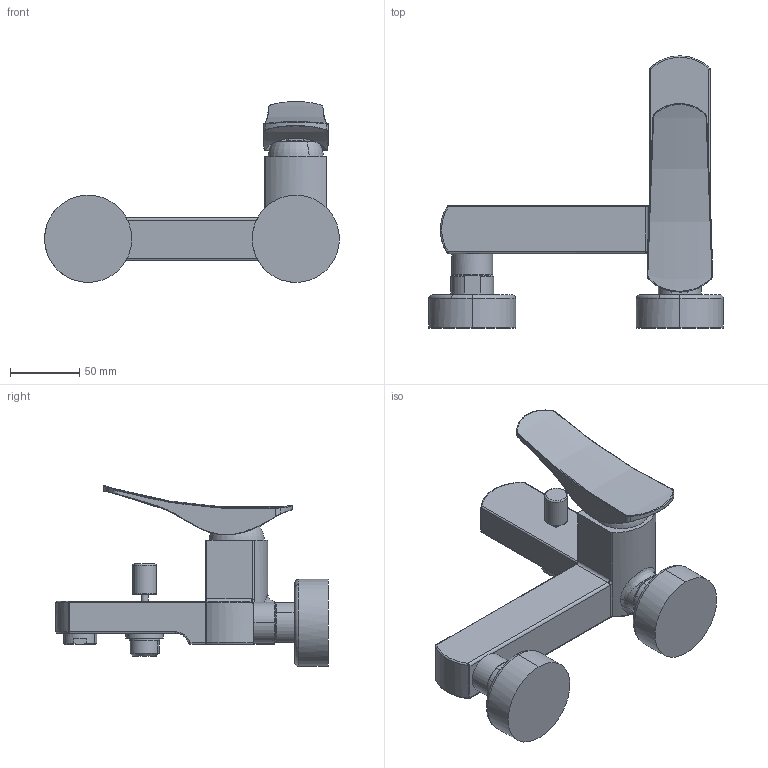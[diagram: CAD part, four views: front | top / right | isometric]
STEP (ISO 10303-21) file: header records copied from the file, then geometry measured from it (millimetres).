
FILE_DESCRIPTION(('CATIA V5 STEP Exchange','CAx-IF Rec.Pracs.--- Model Styling and Organization---1.5--- 2016-08-15','CAx-IF Rec.Pracs.---Supplemental Geometry---1.0---2011-11-01','CAx-IF Rec.Pracs.--- Composite Materials ---3.4---2017-06-13','CAx-IF Rec.Pracs.---Tessellated 3D Geometry---1.0---2015-12-17'),'2;1');
FILE_NAME('RA000130.stp','2025-05-16T11:59:34+00:00',('none'),('none'),'CATIA Version 5-6 Release 2020 SP3','CATIA V5 STEP AP242 v2','none');
FILE_SCHEMA(('AP242_MANAGED_MODEL_BASED_3D_ENGINEERING_MIM_LF {1 0 10303 442 1 1 4}'));
Length unit declared in the file: millimetre
Products named in the file (1): RA000130
Bounding box: 213 x 196.48 x 130.64 mm (x, y, z)
Volume: 657952.3 mm3; surface area: 98635.4 mm2
Topology: 4 solids, 4 shells, 347 faces, 846 edges, 499 vertices
Faces by surface type: cylinder 92, plane 76, cone 60, torus 55, bspline 41, sphere 22, extrusion 1
Entity records: 12910 total; most frequent: CARTESIAN_POINT 5777, ORIENTED_EDGE 1640, DIRECTION 1057, EDGE_CURVE 820, AXIS2_PLACEMENT_3D 586, VERTEX_POINT 499, CIRCLE 374, EDGE_LOOP 371
